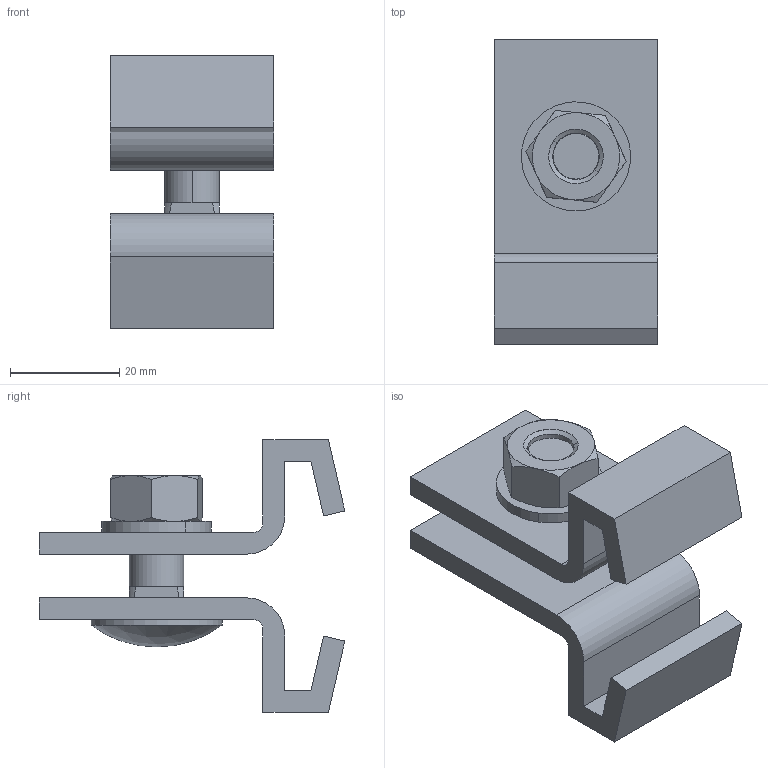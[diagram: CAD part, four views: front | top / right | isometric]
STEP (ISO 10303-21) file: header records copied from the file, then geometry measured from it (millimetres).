
FILE_DESCRIPTION((''),'2;1');
FILE_NAME('6018963_ASM','2013-03-12T',('AndreasKeweloh'),(''),'PRO/ENGINEER BY PARAMETRIC TECHNOLOGY CORPORATION, 2012360','PRO/ENGINEER BY PARAMETRIC TECHNOLOGY CORPORATION, 2012360','');
FILE_SCHEMA(('CONFIG_CONTROL_DESIGN'));
Length unit declared in the file: millimetre
Products named in the file (5): 6018963_TEIL; 6018963_SCHEIBE_DIN_25; 6018963_M10; 6018963_SECHSKANTMUTTER; 6018963_ASM
Assembly tree (5 placements, depth 2):
  6018963_ASM
    6018963_TEIL  x2
    6018963_SCHEIBE_DIN_25
    6018963_M10
    6018963_SECHSKANTMUTTER
Bounding box: 30 x 56 x 50 mm (x, y, z)
Volume: 22892.3 mm3; surface area: 14435 mm2
Topology: 5 solids, 5 shells, 92 faces, 212 edges, 131 vertices
Faces by surface type: plane 52, cone 22, cylinder 16, sphere 2
Entity records: 2285 total; most frequent: CARTESIAN_POINT 535, DIRECTION 352, ORIENTED_EDGE 328, EDGE_CURVE 164, AXIS2_PLACEMENT_3D 136, VERTEX_POINT 99, EDGE_LOOP 81, VECTOR 80
